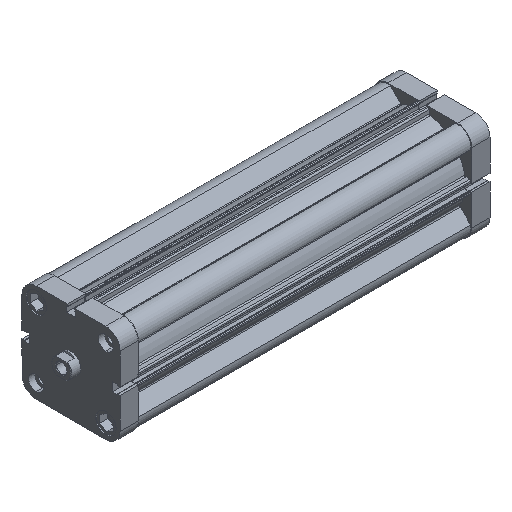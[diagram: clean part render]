
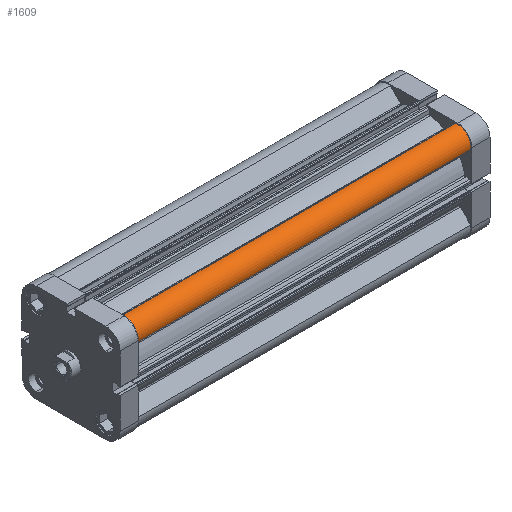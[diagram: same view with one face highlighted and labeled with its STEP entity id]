
A CAD part, isometric view. The second image highlights one B-rep face of the part: STEP entity #1609.
In plain terms, the highlighted cylindrical face has radius 10.75 mm (diameter 21.5 mm), a partial arc.
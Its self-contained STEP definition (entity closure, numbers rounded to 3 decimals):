
#520 = EDGE_LOOP ( 'NONE', ( #4255, #4254, #4264, #4287 ) ) ;
#1223 = VERTEX_POINT ( 'NONE', #2072 ) ;
#1313 = VERTEX_POINT ( 'NONE', #2046 ) ;
#1418 = VERTEX_POINT ( 'NONE', #2103 ) ;
#1483 = VERTEX_POINT ( 'NONE', #8784 ) ;
#1609 = ADVANCED_FACE ( 'NONE', ( #2771 ), #2768, .T. ) ;
#2046 = CARTESIAN_POINT ( 'NONE',  ( 26.479, -38.853, 0. ) ) ;
#2072 = CARTESIAN_POINT ( 'NONE',  ( 38.853, -26.479, 0. ) ) ;
#2103 = CARTESIAN_POINT ( 'NONE',  ( 38.853, -26.479, 270.5 ) ) ;
#2768 = CYLINDRICAL_SURFACE ( 'NONE', #8151, 10.75 ) ;
#2771 = FACE_OUTER_BOUND ( 'NONE', #520, .T. ) ;
#3928 = EDGE_CURVE ( 'NONE', #1483, #1418, #4496, .T. ) ;
#4037 = EDGE_CURVE ( 'NONE', #1313, #1223, #4663, .T. ) ;
#4085 = EDGE_CURVE ( 'NONE', #1418, #1223, #4740, .T. ) ;
#4092 = EDGE_CURVE ( 'NONE', #1483, #1313, #4754, .T. ) ;
#4254 = ORIENTED_EDGE ( 'NONE', *, *, #4085, .F. ) ;
#4255 = ORIENTED_EDGE ( 'NONE', *, *, #4037, .T. ) ;
#4264 = ORIENTED_EDGE ( 'NONE', *, *, #3928, .F. ) ;
#4287 = ORIENTED_EDGE ( 'NONE', *, *, #4092, .T. ) ;
#4496 = CIRCLE ( 'NONE', #8514, 10.75 ) ;
#4663 = CIRCLE ( 'NONE', #8573, 10.75 ) ;
#4740 = LINE ( 'NONE', #6025, #4741 ) ;
#4741 = VECTOR ( 'NONE', #6026, 1000. ) ;
#4754 = LINE ( 'NONE', #6039, #4755 ) ;
#4755 = VECTOR ( 'NONE', #6040, 1000. ) ;
#5633 = CARTESIAN_POINT ( 'NONE',  ( 28.25, -28.25, 270.5 ) ) ;
#5642 = DIRECTION ( 'NONE',  ( 0., 0., 1. ) ) ;
#5643 = DIRECTION ( 'NONE',  ( -1., 0., 0. ) ) ;
#5902 = CARTESIAN_POINT ( 'NONE',  ( 28.25, -28.25, 0. ) ) ;
#5910 = DIRECTION ( 'NONE',  ( 0., 0., 1. ) ) ;
#5911 = DIRECTION ( 'NONE',  ( -1., 0., 0. ) ) ;
#6025 = CARTESIAN_POINT ( 'NONE',  ( 38.853, -26.479, 270.5 ) ) ;
#6026 = DIRECTION ( 'NONE',  ( 0., 0., -1. ) ) ;
#6039 = CARTESIAN_POINT ( 'NONE',  ( 26.479, -38.853, 270.5 ) ) ;
#6040 = DIRECTION ( 'NONE',  ( 0., 0., -1. ) ) ;
#8151 = AXIS2_PLACEMENT_3D ( 'NONE', #8916, #8908, #8911 ) ;
#8514 = AXIS2_PLACEMENT_3D ( 'NONE', #5633, #5642, #5643 ) ;
#8573 = AXIS2_PLACEMENT_3D ( 'NONE', #5902, #5910, #5911 ) ;
#8784 = CARTESIAN_POINT ( 'NONE',  ( 26.479, -38.853, 270.5 ) ) ;
#8908 = DIRECTION ( 'NONE',  ( 0., 0., -1. ) ) ;
#8911 = DIRECTION ( 'NONE',  ( -1., 0., 0. ) ) ;
#8916 = CARTESIAN_POINT ( 'NONE',  ( 28.25, -28.25, 270.5 ) ) ;
